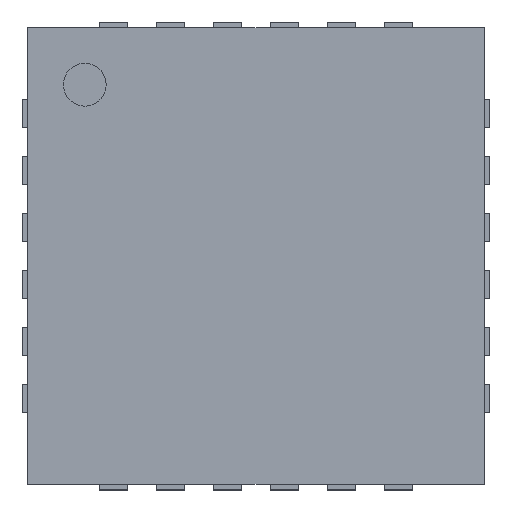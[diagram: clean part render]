
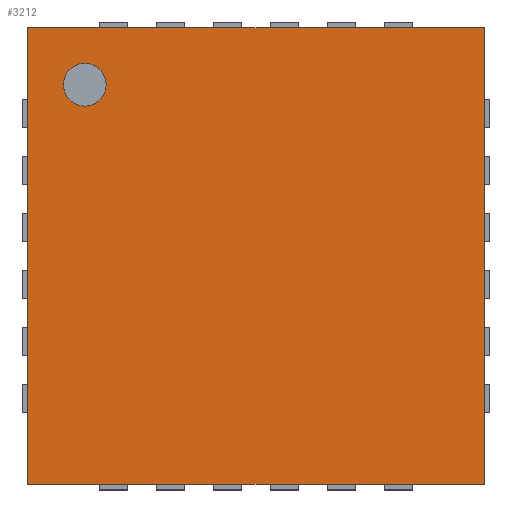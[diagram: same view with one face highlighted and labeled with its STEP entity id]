
A CAD part, top view. The second image highlights one B-rep face of the part: STEP entity #3212.
In plain terms, the highlighted planar face has unit normal (0, 0, 1).
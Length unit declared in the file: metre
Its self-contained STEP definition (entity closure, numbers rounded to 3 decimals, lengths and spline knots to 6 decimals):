
#274=LINE('',#5549,#685);
#309=LINE('',#5608,#720);
#330=LINE('',#5644,#741);
#349=LINE('',#5676,#760);
#685=VECTOR('',#4639,1.);
#720=VECTOR('',#4676,1.);
#741=VECTOR('',#4699,1.);
#760=VECTOR('',#4720,1.);
#1228=ORIENTED_EDGE('',*,*,#2118,.F.);
#1229=ORIENTED_EDGE('',*,*,#2077,.F.);
#1230=ORIENTED_EDGE('',*,*,#2042,.T.);
#1231=ORIENTED_EDGE('',*,*,#2098,.T.);
#1232=ORIENTED_EDGE('',*,*,#2117,.F.);
#2042=EDGE_CURVE('',#2502,#2501,#274,.T.);
#2077=EDGE_CURVE('',#2502,#2525,#309,.T.);
#2098=EDGE_CURVE('',#2501,#2538,#330,.T.);
#2117=EDGE_CURVE('',#2525,#2538,#349,.T.);
#2118=EDGE_CURVE('',#2551,#2551,#2726,.T.);
#2501=VERTEX_POINT('',#5548);
#2502=VERTEX_POINT('',#5550);
#2525=VERTEX_POINT('',#5609);
#2538=VERTEX_POINT('',#5643);
#2551=VERTEX_POINT('',#5679);
#2726=CIRCLE('',#4322,0.000188);
#2758=EDGE_LOOP('',(#1228));
#2759=EDGE_LOOP('',(#1229,#1230,#1231,#1232));
#2919=FACE_BOUND('',#2758,.T.);
#2920=FACE_BOUND('',#2759,.T.);
#3079=PLANE('',#4321);
#3212=ADVANCED_FACE('',(#2919,#2920),#3079,.T.);
#4321=AXIS2_PLACEMENT_3D('',#5677,#4721,#4722);
#4322=AXIS2_PLACEMENT_3D('',#5678,#4723,#4724);
#4639=DIRECTION('',(0.,-1.,0.));
#4676=DIRECTION('',(1.,0.,0.));
#4699=DIRECTION('',(1.,0.,0.));
#4720=DIRECTION('',(0.,-1.,0.));
#4721=DIRECTION('',(0.,0.,1.));
#4722=DIRECTION('',(1.,0.,0.));
#4723=DIRECTION('',(0.,0.,1.));
#4724=DIRECTION('',(1.,0.,0.));
#5548=CARTESIAN_POINT('',(-0.002,-0.002,0.0005));
#5549=CARTESIAN_POINT('',(-0.002,0.,0.0005));
#5550=CARTESIAN_POINT('',(-0.002,0.002,0.0005));
#5608=CARTESIAN_POINT('',(0.,0.002,0.0005));
#5609=CARTESIAN_POINT('',(0.002,0.002,0.0005));
#5643=CARTESIAN_POINT('',(0.002,-0.002,0.0005));
#5644=CARTESIAN_POINT('',(0.,-0.002,0.0005));
#5676=CARTESIAN_POINT('',(0.002,0.,0.0005));
#5677=CARTESIAN_POINT('',(0.,0.,0.0005));
#5678=CARTESIAN_POINT('',(-0.0015,0.0015,0.0005));
#5679=CARTESIAN_POINT('',(-0.001313,0.0015,0.0005));
